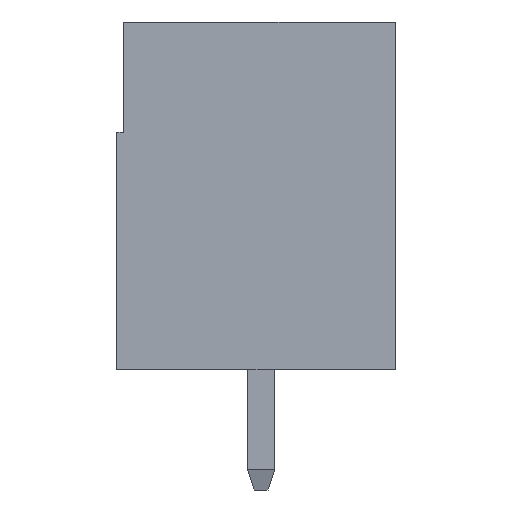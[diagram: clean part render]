
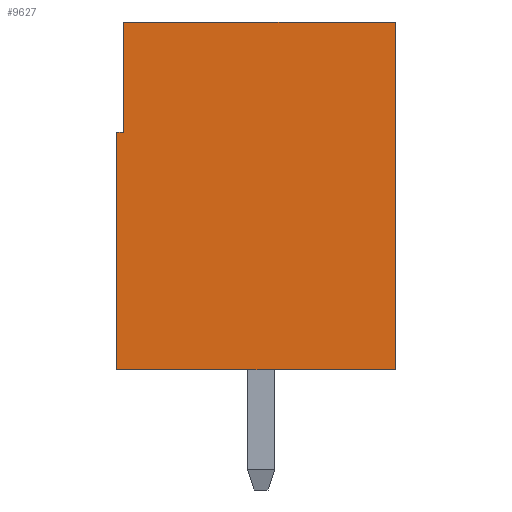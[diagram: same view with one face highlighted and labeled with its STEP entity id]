
A CAD part, left-side view. The second image highlights one B-rep face of the part: STEP entity #9627.
In plain terms, the highlighted planar face has unit normal (-1, 0, 0).
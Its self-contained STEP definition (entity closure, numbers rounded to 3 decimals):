
#1446=ORIENTED_EDGE('',*,*,#2988,.T.);
#1447=ORIENTED_EDGE('',*,*,#3048,.T.);
#1448=ORIENTED_EDGE('',*,*,#3776,.T.);
#1449=ORIENTED_EDGE('',*,*,#3778,.T.);
#1450=ORIENTED_EDGE('',*,*,#3773,.T.);
#1451=ORIENTED_EDGE('',*,*,#3292,.T.);
#2988=EDGE_CURVE('',#4357,#4356,#5273,.T.);
#3048=EDGE_CURVE('',#4356,#4413,#5332,.T.);
#3292=EDGE_CURVE('',#4648,#4357,#5573,.T.);
#3773=EDGE_CURVE('',#5050,#4648,#6012,.T.);
#3776=EDGE_CURVE('',#4413,#5053,#6015,.T.);
#3778=EDGE_CURVE('',#5053,#5050,#6017,.T.);
#4356=VERTEX_POINT('',#13232);
#4357=VERTEX_POINT('',#13234);
#4413=VERTEX_POINT('',#13352);
#4648=VERTEX_POINT('',#13869);
#5050=VERTEX_POINT('',#14836);
#5053=VERTEX_POINT('',#14844);
#5273=LINE('',#13233,#6574);
#5332=LINE('',#13354,#6633);
#5573=LINE('',#13868,#6874);
#6012=LINE('',#14839,#7313);
#6015=LINE('',#14845,#7316);
#6017=LINE('',#14848,#7318);
#6574=VECTOR('',#10693,1000.);
#6633=VECTOR('',#10760,1000.);
#6874=VECTOR('',#11081,1000.);
#7313=VECTOR('',#11776,1000.);
#7316=VECTOR('',#11781,1000.);
#7318=VECTOR('',#11785,1000.);
#8042=EDGE_LOOP('',(#1446,#1447,#1448,#1449,#1450,#1451));
#8619=FACE_BOUND('',#8042,.T.);
#9142=PLANE('',#10254);
#9627=ADVANCED_FACE('',(#8619),#9142,.T.);
#10254=AXIS2_PLACEMENT_3D('',#15012,#11983,#11984);
#10693=DIRECTION('',(0.,0.,1.));
#10760=DIRECTION('',(0.,1.,0.));
#11081=DIRECTION('',(0.,-1.,0.));
#11776=DIRECTION('',(0.,0.,-1.));
#11781=DIRECTION('',(0.,0.,-1.));
#11785=DIRECTION('',(0.,1.,0.));
#11983=DIRECTION('',(-1.,0.,0.));
#11984=DIRECTION('',(0.,0.,1.));
#13232=CARTESIAN_POINT('',(-16.05,-4.05,5.05));
#13233=CARTESIAN_POINT('',(-16.05,-4.05,-5.05));
#13234=CARTESIAN_POINT('',(-16.05,-4.05,-5.05));
#13352=CARTESIAN_POINT('',(-16.05,3.85,5.05));
#13354=CARTESIAN_POINT('',(-16.05,-4.05,5.05));
#13868=CARTESIAN_POINT('',(-16.05,4.05,-5.05));
#13869=CARTESIAN_POINT('',(-16.05,4.05,-5.05));
#14836=CARTESIAN_POINT('',(-16.05,4.05,1.85));
#14839=CARTESIAN_POINT('',(-16.05,4.05,1.85));
#14844=CARTESIAN_POINT('',(-16.05,3.85,1.85));
#14845=CARTESIAN_POINT('',(-16.05,3.85,5.05));
#14848=CARTESIAN_POINT('',(-16.05,3.85,1.85));
#15012=CARTESIAN_POINT('',(-16.05,0.,0.));
